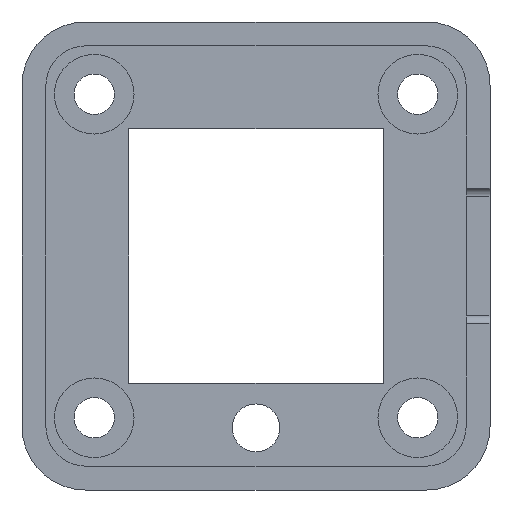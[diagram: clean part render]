
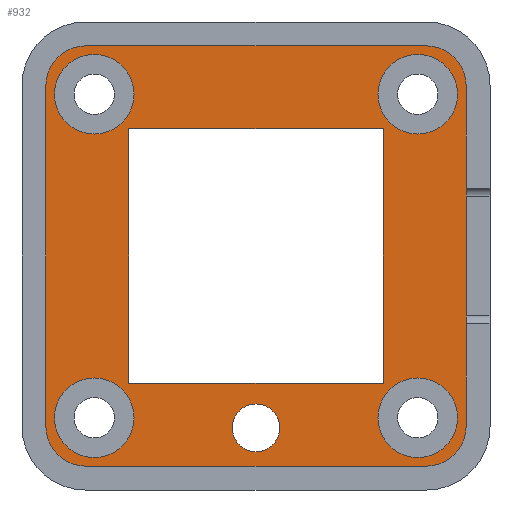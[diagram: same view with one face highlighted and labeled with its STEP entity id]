
A CAD part, front view. The second image highlights one B-rep face of the part: STEP entity #932.
In plain terms, the highlighted planar face has unit normal (0, -1, 0).
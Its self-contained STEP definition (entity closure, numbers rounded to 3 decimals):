
#29=FACE_BOUND('',#150,.T.);
#30=FACE_BOUND('',#151,.T.);
#31=FACE_BOUND('',#152,.T.);
#32=FACE_BOUND('',#153,.T.);
#33=FACE_BOUND('',#154,.T.);
#34=FACE_BOUND('',#155,.T.);
#51=PLANE('',#1050);
#92=FACE_OUTER_BOUND('',#149,.T.);
#149=EDGE_LOOP('',(#779,#780,#781,#782,#783,#784,#785,#786));
#150=EDGE_LOOP('',(#787));
#151=EDGE_LOOP('',(#788,#789,#790,#791));
#152=EDGE_LOOP('',(#792));
#153=EDGE_LOOP('',(#793));
#154=EDGE_LOOP('',(#794));
#155=EDGE_LOOP('',(#795));
#210=LINE('',#1523,#279);
#227=LINE('',#1594,#296);
#230=LINE('',#1601,#299);
#231=LINE('',#1605,#300);
#232=LINE('',#1609,#301);
#233=LINE('',#1611,#302);
#234=LINE('',#1613,#303);
#235=LINE('',#1614,#304);
#279=VECTOR('',#1220,10.);
#296=VECTOR('',#1295,10.);
#299=VECTOR('',#1304,10.);
#300=VECTOR('',#1307,10.);
#301=VECTOR('',#1310,10.);
#302=VECTOR('',#1311,10.);
#303=VECTOR('',#1312,10.);
#304=VECTOR('',#1313,10.);
#320=CIRCLE('',#971,1.5);
#369=CIRCLE('',#1046,2.5);
#370=CIRCLE('',#1049,2.5);
#371=CIRCLE('',#1051,2.5);
#372=CIRCLE('',#1052,2.5);
#373=CIRCLE('',#1053,2.5);
#374=CIRCLE('',#1054,2.5);
#375=CIRCLE('',#1055,2.5);
#376=CIRCLE('',#1056,2.5);
#386=VERTEX_POINT('',#1401);
#429=VERTEX_POINT('',#1520);
#430=VERTEX_POINT('',#1522);
#453=VERTEX_POINT('',#1587);
#454=VERTEX_POINT('',#1588);
#455=VERTEX_POINT('',#1593);
#456=VERTEX_POINT('',#1597);
#457=VERTEX_POINT('',#1602);
#458=VERTEX_POINT('',#1604);
#459=VERTEX_POINT('',#1607);
#460=VERTEX_POINT('',#1608);
#461=VERTEX_POINT('',#1610);
#462=VERTEX_POINT('',#1612);
#463=VERTEX_POINT('',#1615);
#464=VERTEX_POINT('',#1617);
#465=VERTEX_POINT('',#1619);
#466=VERTEX_POINT('',#1621);
#477=EDGE_CURVE('',#386,#386,#320,.T.);
#536=EDGE_CURVE('',#429,#430,#210,.T.);
#569=EDGE_CURVE('',#453,#454,#369,.T.);
#572=EDGE_CURVE('',#453,#455,#227,.T.);
#574=EDGE_CURVE('',#456,#430,#370,.T.);
#576=EDGE_CURVE('',#456,#454,#230,.T.);
#577=EDGE_CURVE('',#429,#457,#371,.T.);
#578=EDGE_CURVE('',#458,#457,#231,.T.);
#579=EDGE_CURVE('',#458,#455,#372,.T.);
#580=EDGE_CURVE('',#459,#460,#232,.T.);
#581=EDGE_CURVE('',#460,#461,#233,.T.);
#582=EDGE_CURVE('',#461,#462,#234,.T.);
#583=EDGE_CURVE('',#462,#459,#235,.T.);
#584=EDGE_CURVE('',#463,#463,#373,.T.);
#585=EDGE_CURVE('',#464,#464,#374,.T.);
#586=EDGE_CURVE('',#465,#465,#375,.T.);
#587=EDGE_CURVE('',#466,#466,#376,.T.);
#779=ORIENTED_EDGE('',*,*,#569,.T.);
#780=ORIENTED_EDGE('',*,*,#576,.F.);
#781=ORIENTED_EDGE('',*,*,#574,.T.);
#782=ORIENTED_EDGE('',*,*,#536,.F.);
#783=ORIENTED_EDGE('',*,*,#577,.T.);
#784=ORIENTED_EDGE('',*,*,#578,.F.);
#785=ORIENTED_EDGE('',*,*,#579,.T.);
#786=ORIENTED_EDGE('',*,*,#572,.F.);
#787=ORIENTED_EDGE('',*,*,#477,.T.);
#788=ORIENTED_EDGE('',*,*,#580,.T.);
#789=ORIENTED_EDGE('',*,*,#581,.T.);
#790=ORIENTED_EDGE('',*,*,#582,.T.);
#791=ORIENTED_EDGE('',*,*,#583,.T.);
#792=ORIENTED_EDGE('',*,*,#584,.T.);
#793=ORIENTED_EDGE('',*,*,#585,.T.);
#794=ORIENTED_EDGE('',*,*,#586,.T.);
#795=ORIENTED_EDGE('',*,*,#587,.T.);
#932=ADVANCED_FACE('',(#92,#29,#30,#31,#32,#33,#34),#51,.F.);
#971=AXIS2_PLACEMENT_3D('',#1403,#1096,#1097);
#1046=AXIS2_PLACEMENT_3D('',#1589,#1289,#1290);
#1049=AXIS2_PLACEMENT_3D('',#1598,#1299,#1300);
#1050=AXIS2_PLACEMENT_3D('',#1600,#1302,#1303);
#1051=AXIS2_PLACEMENT_3D('',#1603,#1305,#1306);
#1052=AXIS2_PLACEMENT_3D('',#1606,#1308,#1309);
#1053=AXIS2_PLACEMENT_3D('',#1616,#1314,#1315);
#1054=AXIS2_PLACEMENT_3D('',#1618,#1316,#1317);
#1055=AXIS2_PLACEMENT_3D('',#1620,#1318,#1319);
#1056=AXIS2_PLACEMENT_3D('',#1622,#1320,#1321);
#1096=DIRECTION('center_axis',(0.,1.,0.));
#1097=DIRECTION('ref_axis',(-1.,0.,0.));
#1220=DIRECTION('',(0.,0.,-1.));
#1289=DIRECTION('center_axis',(0.,-1.,0.));
#1290=DIRECTION('ref_axis',(-0.707,0.,-0.707));
#1295=DIRECTION('',(0.,0.,1.));
#1299=DIRECTION('center_axis',(0.,-1.,0.));
#1300=DIRECTION('ref_axis',(0.707,0.,-0.707));
#1302=DIRECTION('center_axis',(0.,1.,0.));
#1303=DIRECTION('ref_axis',(-1.,0.,0.));
#1304=DIRECTION('',(-1.,0.,0.));
#1305=DIRECTION('center_axis',(0.,-1.,0.));
#1306=DIRECTION('ref_axis',(0.707,0.,0.707));
#1307=DIRECTION('',(1.,0.,0.));
#1308=DIRECTION('center_axis',(0.,-1.,0.));
#1309=DIRECTION('ref_axis',(-0.707,0.,0.707));
#1310=DIRECTION('',(0.,0.,-1.));
#1311=DIRECTION('',(-1.,0.,0.));
#1312=DIRECTION('',(0.,0.,1.));
#1313=DIRECTION('',(1.,0.,0.));
#1314=DIRECTION('center_axis',(0.,1.,0.));
#1315=DIRECTION('ref_axis',(-1.,0.,0.));
#1316=DIRECTION('center_axis',(0.,1.,0.));
#1317=DIRECTION('ref_axis',(-1.,0.,0.));
#1318=DIRECTION('center_axis',(0.,1.,0.));
#1319=DIRECTION('ref_axis',(-1.,0.,0.));
#1320=DIRECTION('center_axis',(0.,1.,0.));
#1321=DIRECTION('ref_axis',(-1.,0.,0.));
#1401=CARTESIAN_POINT('',(1.5,10.15,-10.795));
#1403=CARTESIAN_POINT('Origin',(0.,10.15,-10.795));
#1520=CARTESIAN_POINT('',(13.2,10.15,10.7));
#1522=CARTESIAN_POINT('',(13.2,10.15,-10.7));
#1523=CARTESIAN_POINT('',(13.2,10.15,-6.6));
#1587=CARTESIAN_POINT('',(-13.2,10.15,-10.7));
#1588=CARTESIAN_POINT('',(-10.7,10.15,-13.2));
#1589=CARTESIAN_POINT('Origin',(-10.7,10.15,-10.7));
#1593=CARTESIAN_POINT('',(-13.2,10.15,10.7));
#1594=CARTESIAN_POINT('',(-13.2,10.15,6.6));
#1597=CARTESIAN_POINT('',(10.7,10.15,-13.2));
#1598=CARTESIAN_POINT('Origin',(10.7,10.15,-10.7));
#1600=CARTESIAN_POINT('Origin',(0.,10.15,0.));
#1601=CARTESIAN_POINT('',(-6.6,10.15,-13.2));
#1602=CARTESIAN_POINT('',(10.7,10.15,13.2));
#1603=CARTESIAN_POINT('Origin',(10.7,10.15,10.7));
#1604=CARTESIAN_POINT('',(-10.7,10.15,13.2));
#1605=CARTESIAN_POINT('',(6.6,10.15,13.2));
#1606=CARTESIAN_POINT('Origin',(-10.7,10.15,10.7));
#1607=CARTESIAN_POINT('',(8.,10.15,8.));
#1608=CARTESIAN_POINT('',(8.,10.15,-8.));
#1609=CARTESIAN_POINT('',(8.,10.15,4.125));
#1610=CARTESIAN_POINT('',(-8.,10.15,-8.));
#1611=CARTESIAN_POINT('',(4.125,10.15,-8.));
#1612=CARTESIAN_POINT('',(-8.,10.15,8.));
#1613=CARTESIAN_POINT('',(-8.,10.15,-4.125));
#1614=CARTESIAN_POINT('',(-4.125,10.15,8.));
#1615=CARTESIAN_POINT('',(12.66,10.15,-10.16));
#1616=CARTESIAN_POINT('Origin',(10.16,10.15,-10.16));
#1617=CARTESIAN_POINT('',(-7.66,10.15,-10.16));
#1618=CARTESIAN_POINT('Origin',(-10.16,10.15,-10.16));
#1619=CARTESIAN_POINT('',(12.66,10.15,10.16));
#1620=CARTESIAN_POINT('Origin',(10.16,10.15,10.16));
#1621=CARTESIAN_POINT('',(-7.66,10.15,10.16));
#1622=CARTESIAN_POINT('Origin',(-10.16,10.15,10.16));
